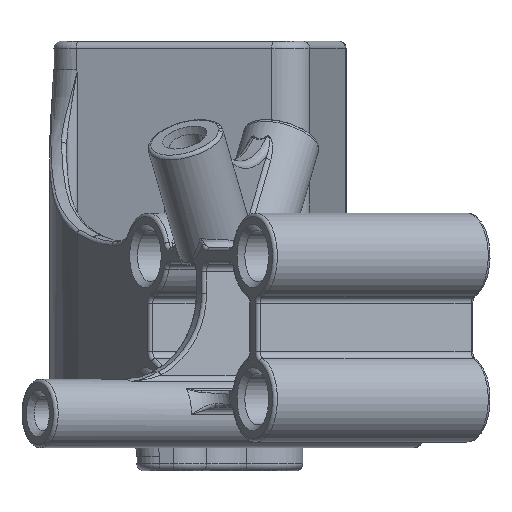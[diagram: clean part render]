
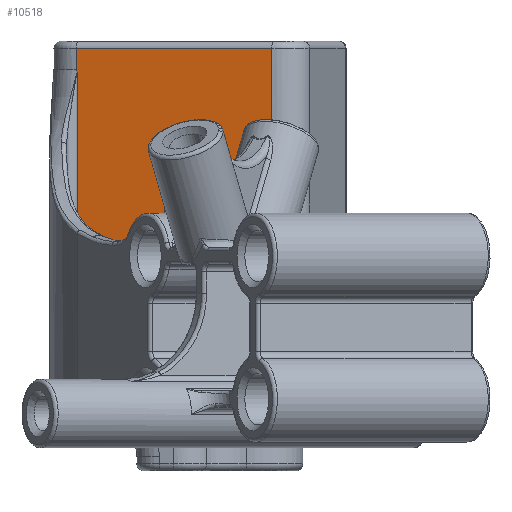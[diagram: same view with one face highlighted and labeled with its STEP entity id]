
A CAD part, front view. The second image highlights one B-rep face of the part: STEP entity #10518.
In plain terms, the highlighted planar face has unit normal (-0.259, -0.966, 0).
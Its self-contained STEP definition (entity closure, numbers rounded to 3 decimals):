
#61=B_SPLINE_CURVE_WITH_KNOTS('',3,(#17423,#17424,#17425,#17426,#17427,
#17428),.UNSPECIFIED.,.F.,.F.,(4,2,4),(-0.016,0.,0.001),
 .UNSPECIFIED.);
#64=B_SPLINE_CURVE_WITH_KNOTS('',3,(#17466,#17467,#17468,#17469,#17470,
#17471),.UNSPECIFIED.,.F.,.F.,(4,2,4),(-0.004,-0.004,
0.),.UNSPECIFIED.);
#608=PLANE('',#11541);
#1092=FACE_OUTER_BOUND('',#1834,.T.);
#1834=EDGE_LOOP('',(#7709,#7710,#7711,#7712,#7713,#7714,#7715,#7716,#7717,
#7718,#7719));
#2493=LINE('',#17045,#2978);
#2540=LINE('',#18447,#3025);
#2551=LINE('',#18521,#3036);
#2552=LINE('',#18531,#3037);
#2553=LINE('',#18533,#3038);
#2554=LINE('',#18535,#3039);
#2555=LINE('',#18537,#3040);
#2556=LINE('',#18538,#3041);
#2557=LINE('',#18539,#3042);
#2978=VECTOR('',#13194,10.);
#3025=VECTOR('',#13547,10.);
#3036=VECTOR('',#13628,10.);
#3037=VECTOR('',#13631,10.);
#3038=VECTOR('',#13632,0.6);
#3039=VECTOR('',#13633,10.);
#3040=VECTOR('',#13634,10.);
#3041=VECTOR('',#13635,10.);
#3042=VECTOR('',#13636,10.);
#4347=VERTEX_POINT('',#17039);
#4348=VERTEX_POINT('',#17043);
#4414=VERTEX_POINT('',#17420);
#4415=VERTEX_POINT('',#17422);
#4416=VERTEX_POINT('',#17459);
#4486=VERTEX_POINT('',#18437);
#4488=VERTEX_POINT('',#18443);
#4512=VERTEX_POINT('',#18520);
#4513=VERTEX_POINT('',#18532);
#4514=VERTEX_POINT('',#18534);
#4515=VERTEX_POINT('',#18536);
#5403=EDGE_CURVE('',#4347,#4348,#2493,.T.);
#5490=EDGE_CURVE('',#4414,#4415,#61,.T.);
#5493=EDGE_CURVE('',#4416,#4414,#64,.T.);
#5611=EDGE_CURVE('',#4486,#4488,#2540,.T.);
#5646=EDGE_CURVE('',#4488,#4512,#2551,.T.);
#5648=EDGE_CURVE('',#4347,#4415,#2552,.T.);
#5649=EDGE_CURVE('',#4513,#4416,#2553,.T.);
#5650=EDGE_CURVE('',#4514,#4513,#2554,.T.);
#5651=EDGE_CURVE('',#4515,#4514,#2555,.T.);
#5652=EDGE_CURVE('',#4512,#4515,#2556,.T.);
#5653=EDGE_CURVE('',#4348,#4486,#2557,.T.);
#7709=ORIENTED_EDGE('',*,*,#5403,.F.);
#7710=ORIENTED_EDGE('',*,*,#5648,.T.);
#7711=ORIENTED_EDGE('',*,*,#5490,.F.);
#7712=ORIENTED_EDGE('',*,*,#5493,.F.);
#7713=ORIENTED_EDGE('',*,*,#5649,.F.);
#7714=ORIENTED_EDGE('',*,*,#5650,.F.);
#7715=ORIENTED_EDGE('',*,*,#5651,.F.);
#7716=ORIENTED_EDGE('',*,*,#5652,.F.);
#7717=ORIENTED_EDGE('',*,*,#5646,.F.);
#7718=ORIENTED_EDGE('',*,*,#5611,.F.);
#7719=ORIENTED_EDGE('',*,*,#5653,.F.);
#10518=ADVANCED_FACE('',(#1092),#608,.F.);
#11541=AXIS2_PLACEMENT_3D('',#18530,#13629,#13630);
#13194=DIRECTION('',(0.966,-0.259,0.));
#13547=DIRECTION('',(-0.966,0.259,0.));
#13628=DIRECTION('',(0.,0.,1.));
#13629=DIRECTION('center_axis',(0.259,0.966,0.));
#13630=DIRECTION('ref_axis',(0.966,-0.259,0.));
#13631=DIRECTION('',(0.,0.,-1.));
#13632=DIRECTION('',(0.,0.,1.));
#13633=DIRECTION('',(-0.966,0.259,0.));
#13634=DIRECTION('',(0.,0.,-1.));
#13635=DIRECTION('',(-0.966,0.259,0.));
#13636=DIRECTION('',(0.,0.,-1.));
#17039=CARTESIAN_POINT('',(-23.968,40.222,5.));
#17043=CARTESIAN_POINT('',(-10.319,36.565,5.));
#17045=CARTESIAN_POINT('',(-20.543,39.304,5.));
#17420=CARTESIAN_POINT('',(-23.899,40.203,3.343));
#17422=CARTESIAN_POINT('',(-23.968,40.222,3.5));
#17423=CARTESIAN_POINT('Ctrl Pts',(-23.899,40.203,3.343));
#17424=CARTESIAN_POINT('Ctrl Pts',(-23.92,40.209,3.391));
#17425=CARTESIAN_POINT('Ctrl Pts',(-23.941,40.215,3.44));
#17426=CARTESIAN_POINT('Ctrl Pts',(-23.964,40.221,3.492));
#17427=CARTESIAN_POINT('Ctrl Pts',(-23.966,40.221,3.496));
#17428=CARTESIAN_POINT('Ctrl Pts',(-23.968,40.222,3.5));
#17459=CARTESIAN_POINT('',(-23.893,40.202,3.303));
#17466=CARTESIAN_POINT('Ctrl Pts',(-23.893,40.202,3.303));
#17467=CARTESIAN_POINT('Ctrl Pts',(-23.893,40.202,3.304));
#17468=CARTESIAN_POINT('Ctrl Pts',(-23.893,40.202,3.304));
#17469=CARTESIAN_POINT('Ctrl Pts',(-23.894,40.202,3.317));
#17470=CARTESIAN_POINT('Ctrl Pts',(-23.894,40.202,3.331));
#17471=CARTESIAN_POINT('Ctrl Pts',(-23.899,40.203,3.343));
#18437=CARTESIAN_POINT('',(-10.319,36.565,-13.75));
#18443=CARTESIAN_POINT('',(-15.415,37.93,-13.75));
#18447=CARTESIAN_POINT('',(-19.577,39.045,-13.75));
#18520=CARTESIAN_POINT('',(-15.415,37.93,-3.5));
#18521=CARTESIAN_POINT('',(-15.415,37.93,-14.5));
#18530=CARTESIAN_POINT('Origin',(-23.968,40.222,5.5));
#18531=CARTESIAN_POINT('',(-23.968,40.222,5.5));
#18532=CARTESIAN_POINT('',(-23.893,40.202,-13.75));
#18533=CARTESIAN_POINT('',(-23.893,40.202,-14.5));
#18534=CARTESIAN_POINT('',(-17.841,38.58,-13.75));
#18535=CARTESIAN_POINT('',(-19.577,39.045,-13.75));
#18536=CARTESIAN_POINT('',(-17.841,38.58,-3.5));
#18537=CARTESIAN_POINT('',(-17.841,38.58,-14.5));
#18538=CARTESIAN_POINT('',(-18.923,38.87,-3.5));
#18539=CARTESIAN_POINT('',(-10.319,36.565,5.5));
